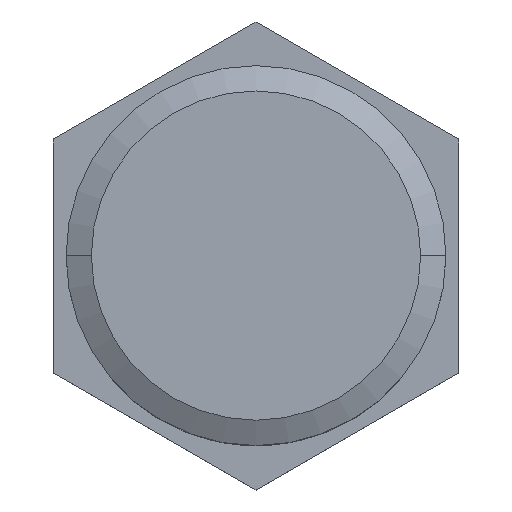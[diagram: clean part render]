
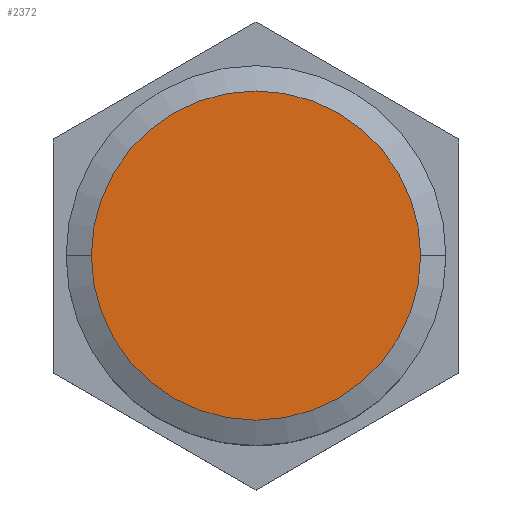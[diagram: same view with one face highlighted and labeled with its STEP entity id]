
A CAD part, top view. The second image highlights one B-rep face of the part: STEP entity #2372.
In plain terms, the highlighted planar face has unit normal (0, 0, 1).
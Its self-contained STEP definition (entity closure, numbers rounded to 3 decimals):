
#277 = CIRCLE ( 'NONE', #5418, 13. ) ;
#921 = ORIENTED_EDGE ( 'NONE', *, *, #4707, .T. ) ;
#922 = ORIENTED_EDGE ( 'NONE', *, *, #1883, .T. ) ;
#1243 = PLANE ( 'NONE',  #2101 ) ;
#1244 = CARTESIAN_POINT ( 'NONE',  ( 0., 0., 11. ) ) ;
#1245 = DIRECTION ( 'NONE',  ( 0., 0., 1. ) ) ;
#1246 = DIRECTION ( 'NONE',  ( 1., 0., 0. ) ) ;
#1883 = EDGE_CURVE ( 'NONE', #2795, #2796, #277, .T. ) ;
#2066 = AXIS2_PLACEMENT_3D ( 'NONE', #5626, #5636, #5637 ) ;
#2101 = AXIS2_PLACEMENT_3D ( 'NONE', #1244, #1245, #1246 ) ;
#2372 = ADVANCED_FACE ( 'NONE', ( #3977 ), #1243, .T. ) ;
#2795 = VERTEX_POINT ( 'NONE', #4242 ) ;
#2796 = VERTEX_POINT ( 'NONE', #4243 ) ;
#3239 = CARTESIAN_POINT ( 'NONE',  ( 0., 0., 11. ) ) ;
#3246 = DIRECTION ( 'NONE',  ( 0., 0., 1. ) ) ;
#3247 = DIRECTION ( 'NONE',  ( 1., 0., 0. ) ) ;
#3578 = EDGE_LOOP ( 'NONE', ( #921, #922 ) ) ;
#3977 = FACE_OUTER_BOUND ( 'NONE', #3578, .T. ) ;
#4242 = CARTESIAN_POINT ( 'NONE',  ( 13., 0., 11. ) ) ;
#4243 = CARTESIAN_POINT ( 'NONE',  ( -13., 0., 11. ) ) ;
#4632 = CIRCLE ( 'NONE', #2066, 13. ) ;
#4707 = EDGE_CURVE ( 'NONE', #2796, #2795, #4632, .T. ) ;
#5418 = AXIS2_PLACEMENT_3D ( 'NONE', #3239, #3246, #3247 ) ;
#5626 = CARTESIAN_POINT ( 'NONE',  ( 0., 0., 11. ) ) ;
#5636 = DIRECTION ( 'NONE',  ( 0., 0., 1. ) ) ;
#5637 = DIRECTION ( 'NONE',  ( 1., 0., 0. ) ) ;
